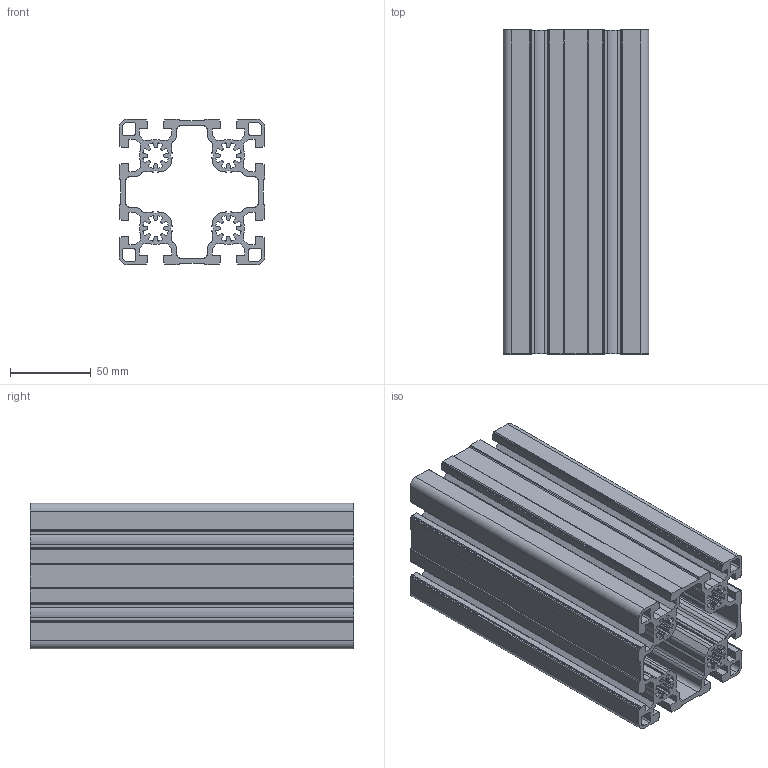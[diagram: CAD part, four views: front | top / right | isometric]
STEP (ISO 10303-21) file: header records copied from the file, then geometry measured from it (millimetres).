
FILE_DESCRIPTION(/* description */ ('Aluminiumprofil 90x90L'),/* implementation_level */ '2;1');
FILE_NAME(/* name */ 'Syskomp 411992415 Aluminiumprofil 90x90L.stp',/* time_stamp */ '2017-03-02T10:51:11+01:00',/* author */ ('wheldmann'),/* organization */ (''),/* preprocessor_version */ 'ST-DEVELOPER v16.1',/* originating_system */ 'Autodesk Inventor 2016',/* authorisation */ ' ');
FILE_SCHEMA (('AUTOMOTIVE_DESIGN { 1 0 10303 214 3 1 1 }'));
Length unit declared in the file: millimetre
Products named in the file (1): 411992415 Aluminiumprofil 90x90L - 200
Bounding box: 90 x 200 x 90 mm (x, y, z)
Volume: 469258.2 mm3; surface area: 291736.3 mm2
Topology: 1 solids, 1 shells, 642 faces, 1920 edges, 1280 vertices
Faces by surface type: cylinder 356, plane 286
Entity records: 21916 total; most frequent: DIRECTION 3918, CARTESIAN_POINT 3843, ORIENTED_EDGE 3840, EDGE_CURVE 1920, AXIS2_PLACEMENT_3D 1355, VERTEX_POINT 1280, LINE 1208, VECTOR 1208
